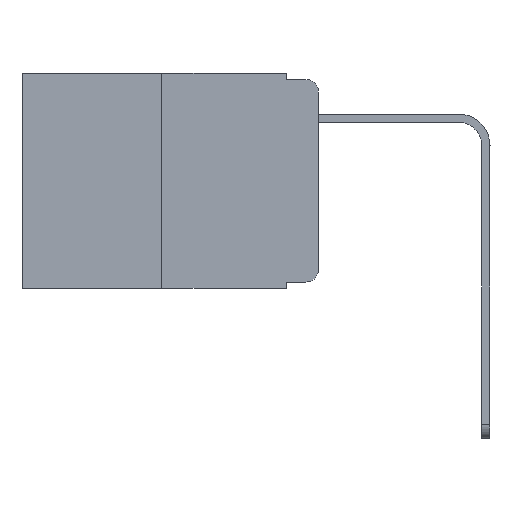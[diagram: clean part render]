
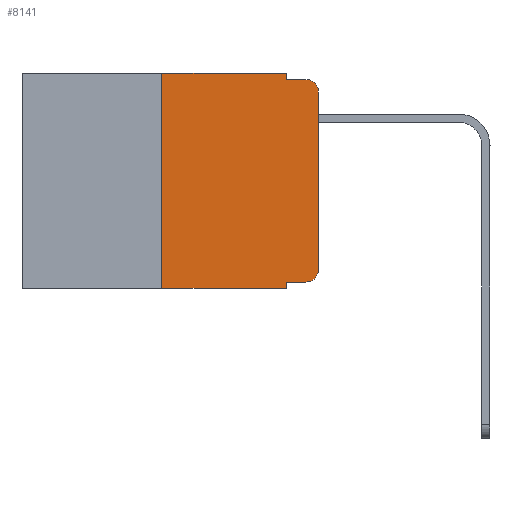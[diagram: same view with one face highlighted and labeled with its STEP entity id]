
A CAD part, left-side view. The second image highlights one B-rep face of the part: STEP entity #8141.
In plain terms, the highlighted planar face has unit normal (-1, 0, 0).
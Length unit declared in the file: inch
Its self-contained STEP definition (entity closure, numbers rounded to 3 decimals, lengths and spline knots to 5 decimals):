
#51 = AXIS2_PLACEMENT_3D ( 'NONE', #19164, #21042, #505 ) ;
#505 = DIRECTION ( 'NONE',  ( 0., 0., -1. ) ) ;
#1243 = EDGE_CURVE ( 'NONE', #13026, #11348, #4389, .T. ) ;
#1311 = EDGE_CURVE ( 'NONE', #5439, #23364, #6414, .T. ) ;
#1571 = VECTOR ( 'NONE', #8493, 39.37008 ) ;
#2019 = LINE ( 'NONE', #10377, #19986 ) ;
#2233 = EDGE_CURVE ( 'NONE', #21605, #19519, #17954, .T. ) ;
#2580 = CARTESIAN_POINT ( 'NONE',  ( 0., 0.473, 0. ) ) ;
#2677 = CARTESIAN_POINT ( 'NONE',  ( 0., 0., -0.313 ) ) ;
#2706 = EDGE_CURVE ( 'NONE', #23391, #13026, #2019, .T. ) ;
#2755 = LINE ( 'NONE', #2580, #1571 ) ;
#2763 = CARTESIAN_POINT ( 'NONE',  ( 0., 0., 0. ) ) ;
#3136 = DIRECTION ( 'NONE',  ( 1., 0., 0. ) ) ;
#3237 = VECTOR ( 'NONE', #10037, 39.37008 ) ;
#3279 = EDGE_CURVE ( 'NONE', #23364, #17349, #19941, .T. ) ;
#3322 = DIRECTION ( 'NONE',  ( 0., -1., 0. ) ) ;
#3613 = VERTEX_POINT ( 'NONE', #10703 ) ;
#4389 = LINE ( 'NONE', #22563, #10577 ) ;
#4580 = ORIENTED_EDGE ( 'NONE', *, *, #13021, .T. ) ;
#5307 = CARTESIAN_POINT ( 'NONE',  ( 0., 0.25, -0.343 ) ) ;
#5378 = FACE_OUTER_BOUND ( 'NONE', #9066, .T. ) ;
#5439 = VERTEX_POINT ( 'NONE', #9719 ) ;
#5457 = EDGE_CURVE ( 'NONE', #8957, #23391, #2755, .T. ) ;
#5467 = LINE ( 'NONE', #2763, #19947 ) ;
#5805 = AXIS2_PLACEMENT_3D ( 'NONE', #15849, #10088, #10017 ) ;
#6414 = LINE ( 'NONE', #19449, #3237 ) ;
#6486 = CARTESIAN_POINT ( 'NONE',  ( 0., 0.051, -0.01 ) ) ;
#6649 = CARTESIAN_POINT ( 'NONE',  ( 0., 0.02, -0.01 ) ) ;
#6888 = CARTESIAN_POINT ( 'NONE',  ( 0., 0.051, 0. ) ) ;
#7043 = CARTESIAN_POINT ( 'NONE',  ( 0., 0.051, 0. ) ) ;
#8141 = ADVANCED_FACE ( 'NONE', ( #5378 ), #18364, .F. ) ;
#8250 = DIRECTION ( 'NONE',  ( 0., 0., -1. ) ) ;
#8459 = CARTESIAN_POINT ( 'NONE',  ( 0., 0.051, -0.343 ) ) ;
#8493 = DIRECTION ( 'NONE',  ( 0., -1., 0. ) ) ;
#8918 = ORIENTED_EDGE ( 'NONE', *, *, #14180, .T. ) ;
#8957 = VERTEX_POINT ( 'NONE', #14588 ) ;
#9066 = EDGE_LOOP ( 'NONE', ( #4580, #8918, #22096, #22465, #18187, #16115, #10606, #22019, #14542, #12805 ) ) ;
#9719 = CARTESIAN_POINT ( 'NONE',  ( 0., 0.051, -0.333 ) ) ;
#9743 = EDGE_CURVE ( 'NONE', #21605, #8957, #20603, .T. ) ;
#10017 = DIRECTION ( 'NONE',  ( 0., 0., -1. ) ) ;
#10037 = DIRECTION ( 'NONE',  ( 0., -1., 0. ) ) ;
#10088 = DIRECTION ( 'NONE',  ( -1., 0., 0. ) ) ;
#10168 = CIRCLE ( 'NONE', #5805, 0.02 ) ;
#10377 = CARTESIAN_POINT ( 'NONE',  ( 0., 0.051, 0. ) ) ;
#10577 = VECTOR ( 'NONE', #18715, 39.37008 ) ;
#10606 = ORIENTED_EDGE ( 'NONE', *, *, #2233, .T. ) ;
#10703 = CARTESIAN_POINT ( 'NONE',  ( 0., 0., -0.03 ) ) ;
#11348 = VERTEX_POINT ( 'NONE', #6649 ) ;
#11650 = VECTOR ( 'NONE', #24105, 39.37008 ) ;
#11952 = EDGE_CURVE ( 'NONE', #5439, #19519, #19945, .T. ) ;
#12466 = CARTESIAN_POINT ( 'NONE',  ( 0., 0.473, 0. ) ) ;
#12805 = ORIENTED_EDGE ( 'NONE', *, *, #3279, .T. ) ;
#12886 = VECTOR ( 'NONE', #3322, 39.37008 ) ;
#12963 = DIRECTION ( 'NONE',  ( 0., 0., 1. ) ) ;
#13021 = EDGE_CURVE ( 'NONE', #17349, #3613, #5467, .T. ) ;
#13026 = VERTEX_POINT ( 'NONE', #6486 ) ;
#14180 = EDGE_CURVE ( 'NONE', #3613, #11348, #10168, .T. ) ;
#14542 = ORIENTED_EDGE ( 'NONE', *, *, #1311, .T. ) ;
#14588 = CARTESIAN_POINT ( 'NONE',  ( 0., 0.25, 0. ) ) ;
#15849 = CARTESIAN_POINT ( 'NONE',  ( 0., 0.02, -0.03 ) ) ;
#16115 = ORIENTED_EDGE ( 'NONE', *, *, #9743, .F. ) ;
#16306 = DIRECTION ( 'NONE',  ( 0., 0., -1. ) ) ;
#16574 = CARTESIAN_POINT ( 'NONE',  ( 0., 0.473, -0.343 ) ) ;
#17349 = VERTEX_POINT ( 'NONE', #2677 ) ;
#17768 = AXIS2_PLACEMENT_3D ( 'NONE', #12466, #3136, #16306 ) ;
#17954 = LINE ( 'NONE', #16574, #12886 ) ;
#18187 = ORIENTED_EDGE ( 'NONE', *, *, #5457, .F. ) ;
#18364 = PLANE ( 'NONE',  #17768 ) ;
#18715 = DIRECTION ( 'NONE',  ( 0., -1., 0. ) ) ;
#19161 = VECTOR ( 'NONE', #12963, 39.37008 ) ;
#19164 = CARTESIAN_POINT ( 'NONE',  ( 0., 0.02, -0.313 ) ) ;
#19217 = CARTESIAN_POINT ( 'NONE',  ( 0., 0.25, 0. ) ) ;
#19449 = CARTESIAN_POINT ( 'NONE',  ( 0., 0.051, -0.333 ) ) ;
#19519 = VERTEX_POINT ( 'NONE', #8459 ) ;
#19807 = DIRECTION ( 'NONE',  ( 0., 0., 1. ) ) ;
#19941 = CIRCLE ( 'NONE', #51, 0.02 ) ;
#19945 = LINE ( 'NONE', #7043, #11650 ) ;
#19947 = VECTOR ( 'NONE', #19807, 39.37008 ) ;
#19986 = VECTOR ( 'NONE', #8250, 39.37008 ) ;
#20022 = CARTESIAN_POINT ( 'NONE',  ( 0., 0.02, -0.333 ) ) ;
#20603 = LINE ( 'NONE', #19217, #19161 ) ;
#21042 = DIRECTION ( 'NONE',  ( -1., 0., 0. ) ) ;
#21605 = VERTEX_POINT ( 'NONE', #5307 ) ;
#22019 = ORIENTED_EDGE ( 'NONE', *, *, #11952, .F. ) ;
#22096 = ORIENTED_EDGE ( 'NONE', *, *, #1243, .F. ) ;
#22465 = ORIENTED_EDGE ( 'NONE', *, *, #2706, .F. ) ;
#22563 = CARTESIAN_POINT ( 'NONE',  ( 0., 0.051, -0.01 ) ) ;
#23364 = VERTEX_POINT ( 'NONE', #20022 ) ;
#23391 = VERTEX_POINT ( 'NONE', #6888 ) ;
#24105 = DIRECTION ( 'NONE',  ( 0., 0., -1. ) ) ;
